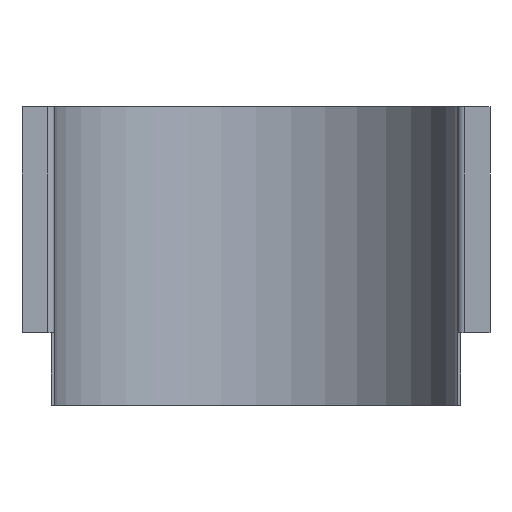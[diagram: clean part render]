
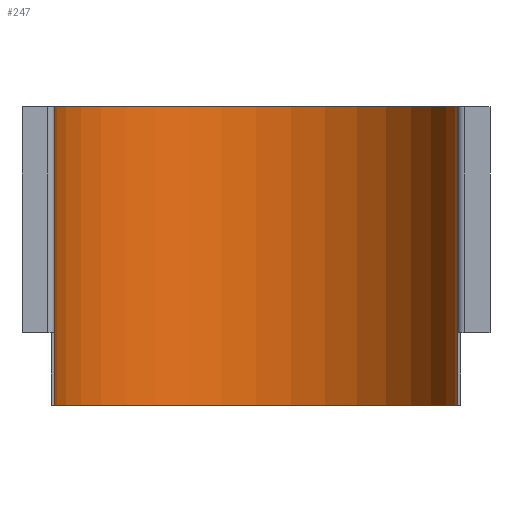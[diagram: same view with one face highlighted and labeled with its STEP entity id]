
A CAD part, front view. The second image highlights one B-rep face of the part: STEP entity #247.
In plain terms, the highlighted cylindrical face has radius 125 mm (diameter 250 mm), a partial arc.
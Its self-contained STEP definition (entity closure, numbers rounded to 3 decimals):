
#21 = CARTESIAN_POINT ( 'NONE',  ( 125., 0., 0. ) ) ;
#247 = ADVANCED_FACE ( 'NONE', ( #724 ), #313, .F. ) ;
#268 = DIRECTION ( 'NONE',  ( -1., 0., 0. ) ) ;
#276 = DIRECTION ( 'NONE',  ( 0., 0., -1. ) ) ;
#284 = CIRCLE ( 'NONE', #497, 125. ) ;
#292 = VERTEX_POINT ( 'NONE', #935 ) ;
#313 = CYLINDRICAL_SURFACE ( 'NONE', #718, 125. ) ;
#329 = VECTOR ( 'NONE', #924, 1000. ) ;
#342 = CARTESIAN_POINT ( 'NONE',  ( 0., 0., 185. ) ) ;
#365 = EDGE_CURVE ( 'NONE', #292, #641, #284, .T. ) ;
#382 = ORIENTED_EDGE ( 'NONE', *, *, #620, .T. ) ;
#413 = ORIENTED_EDGE ( 'NONE', *, *, #525, .F. ) ;
#417 = EDGE_CURVE ( 'NONE', #605, #954, #734, .T. ) ;
#450 = LINE ( 'NONE', #917, #329 ) ;
#492 = VECTOR ( 'NONE', #276, 1000. ) ;
#497 = AXIS2_PLACEMENT_3D ( 'NONE', #709, #710, #268 ) ;
#502 = CARTESIAN_POINT ( 'NONE',  ( 125., 0., 185. ) ) ;
#513 = ORIENTED_EDGE ( 'NONE', *, *, #365, .F. ) ;
#525 = EDGE_CURVE ( 'NONE', #641, #954, #450, .T. ) ;
#555 = DIRECTION ( 'NONE',  ( 0., 0., -1. ) ) ;
#574 = CARTESIAN_POINT ( 'NONE',  ( -125., 0., 185. ) ) ;
#604 = ORIENTED_EDGE ( 'NONE', *, *, #417, .T. ) ;
#605 = VERTEX_POINT ( 'NONE', #651 ) ;
#620 = EDGE_CURVE ( 'NONE', #292, #605, #919, .T. ) ;
#641 = VERTEX_POINT ( 'NONE', #502 ) ;
#651 = CARTESIAN_POINT ( 'NONE',  ( -125., 0., 0. ) ) ;
#709 = CARTESIAN_POINT ( 'NONE',  ( 0., 0., 185. ) ) ;
#710 = DIRECTION ( 'NONE',  ( 0., 0., -1. ) ) ;
#718 = AXIS2_PLACEMENT_3D ( 'NONE', #342, #776, #850 ) ;
#724 = FACE_OUTER_BOUND ( 'NONE', #793, .T. ) ;
#734 = CIRCLE ( 'NONE', #948, 125. ) ;
#771 = CARTESIAN_POINT ( 'NONE',  ( 0., 0., 0. ) ) ;
#774 = DIRECTION ( 'NONE',  ( -1., 0., 0. ) ) ;
#776 = DIRECTION ( 'NONE',  ( 0., 0., -1. ) ) ;
#793 = EDGE_LOOP ( 'NONE', ( #604, #413, #513, #382 ) ) ;
#850 = DIRECTION ( 'NONE',  ( -1., 0., 0. ) ) ;
#917 = CARTESIAN_POINT ( 'NONE',  ( 125., 0., 185. ) ) ;
#919 = LINE ( 'NONE', #574, #492 ) ;
#924 = DIRECTION ( 'NONE',  ( 0., 0., -1. ) ) ;
#935 = CARTESIAN_POINT ( 'NONE',  ( -125., 0., 185. ) ) ;
#948 = AXIS2_PLACEMENT_3D ( 'NONE', #771, #555, #774 ) ;
#954 = VERTEX_POINT ( 'NONE', #21 ) ;
